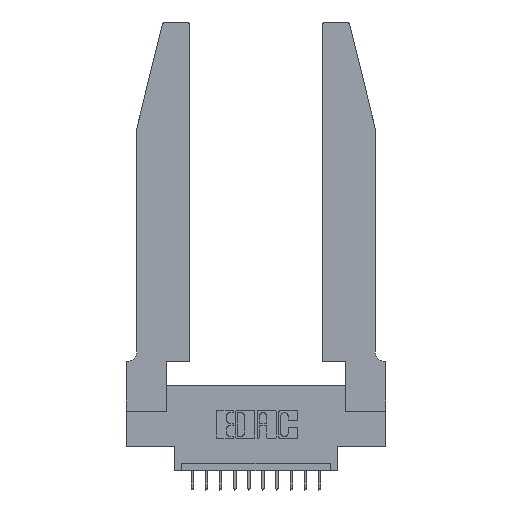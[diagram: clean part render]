
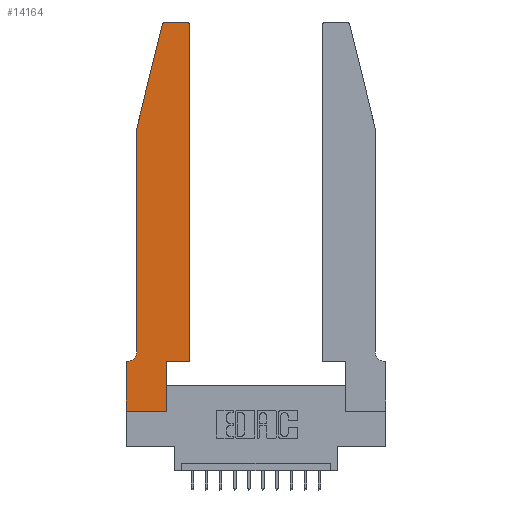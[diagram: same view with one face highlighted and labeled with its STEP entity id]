
A CAD part, top view. The second image highlights one B-rep face of the part: STEP entity #14164.
In plain terms, the highlighted planar face has unit normal (0, 0, 1).
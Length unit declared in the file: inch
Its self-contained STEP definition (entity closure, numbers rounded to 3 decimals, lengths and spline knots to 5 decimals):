
#116 = CARTESIAN_POINT ( 'NONE',  ( 0., 0., 0.37 ) ) ;
#120 = EDGE_CURVE ( 'NONE', #3707, #10368, #16347, .T. ) ;
#223 = DIRECTION ( 'NONE',  ( 0., 0., 1. ) ) ;
#232 = VERTEX_POINT ( 'NONE', #8724 ) ;
#297 = ORIENTED_EDGE ( 'NONE', *, *, #14009, .T. ) ;
#306 = CARTESIAN_POINT ( 'NONE',  ( 0., 0.35, 0.37 ) ) ;
#529 = CARTESIAN_POINT ( 'NONE',  ( 0.0755, 2., 0.37 ) ) ;
#544 = CARTESIAN_POINT ( 'NONE',  ( 0.4205, 2.72, 0.37 ) ) ;
#567 = CARTESIAN_POINT ( 'NONE',  ( 0.0055, 0.35, 0.37 ) ) ;
#776 = CARTESIAN_POINT ( 'NONE',  ( 0.4505, 0.35, 0.37 ) ) ;
#785 = VECTOR ( 'NONE', #15070, 39.37008 ) ;
#1130 = EDGE_CURVE ( 'NONE', #13027, #11484, #14346, .T. ) ;
#1243 = CARTESIAN_POINT ( 'NONE',  ( 0.0755, 2., 0.37 ) ) ;
#1343 = CARTESIAN_POINT ( 'NONE',  ( 0., 0., 0.37 ) ) ;
#1416 = AXIS2_PLACEMENT_3D ( 'NONE', #306, #223, #1666 ) ;
#1529 = ORIENTED_EDGE ( 'NONE', *, *, #8622, .T. ) ;
#1566 = DIRECTION ( 'NONE',  ( -1., 0., 0. ) ) ;
#1651 = DIRECTION ( 'NONE',  ( 0., 0., -1. ) ) ;
#1654 = EDGE_CURVE ( 'NONE', #232, #14597, #8087, .T. ) ;
#1666 = DIRECTION ( 'NONE',  ( 1., 0., 0. ) ) ;
#1771 = VECTOR ( 'NONE', #15075, 39.37008 ) ;
#1844 = CARTESIAN_POINT ( 'NONE',  ( 0., 0.35, 0.37 ) ) ;
#2243 = VECTOR ( 'NONE', #4162, 39.37008 ) ;
#2437 = AXIS2_PLACEMENT_3D ( 'NONE', #5834, #10998, #3273 ) ;
#2620 = DIRECTION ( 'NONE',  ( -0.239, -0.971, 0. ) ) ;
#2713 = CARTESIAN_POINT ( 'NONE',  ( 0.2605, 2.75, 0.37 ) ) ;
#2747 = EDGE_CURVE ( 'NONE', #12861, #2763, #5344, .T. ) ;
#2763 = VERTEX_POINT ( 'NONE', #9419 ) ;
#2823 = ORIENTED_EDGE ( 'NONE', *, *, #16337, .T. ) ;
#3273 = DIRECTION ( 'NONE',  ( 1., 0., 0. ) ) ;
#3290 = CARTESIAN_POINT ( 'NONE',  ( 0.284, 2.75, 0.37 ) ) ;
#3572 = ORIENTED_EDGE ( 'NONE', *, *, #11253, .T. ) ;
#3590 = DIRECTION ( 'NONE',  ( 0., -1., 0. ) ) ;
#3707 = VERTEX_POINT ( 'NONE', #1343 ) ;
#3714 = VECTOR ( 'NONE', #7925, 39.37008 ) ;
#3876 = VERTEX_POINT ( 'NONE', #9611 ) ;
#4162 = DIRECTION ( 'NONE',  ( 0., -1., 0. ) ) ;
#4406 = VECTOR ( 'NONE', #3590, 39.37008 ) ;
#4553 = EDGE_CURVE ( 'NONE', #11484, #8273, #10576, .T. ) ;
#4644 = ORIENTED_EDGE ( 'NONE', *, *, #12488, .T. ) ;
#4738 = CARTESIAN_POINT ( 'NONE',  ( 0., 0., 0.37 ) ) ;
#4842 = ORIENTED_EDGE ( 'NONE', *, *, #10914, .T. ) ;
#5070 = CARTESIAN_POINT ( 'NONE',  ( 0.2865, 0., 0.37 ) ) ;
#5328 = CARTESIAN_POINT ( 'NONE',  ( 0.2865, 0.35, 0.37 ) ) ;
#5344 = LINE ( 'NONE', #8830, #12976 ) ;
#5747 = ORIENTED_EDGE ( 'NONE', *, *, #1654, .T. ) ;
#5823 = VERTEX_POINT ( 'NONE', #529 ) ;
#5834 = CARTESIAN_POINT ( 'NONE',  ( 0.284, 2.72, 0.37 ) ) ;
#6114 = LINE ( 'NONE', #13990, #7628 ) ;
#6568 = ORIENTED_EDGE ( 'NONE', *, *, #7239, .T. ) ;
#6937 = VECTOR ( 'NONE', #15752, 39.37008 ) ;
#7085 = AXIS2_PLACEMENT_3D ( 'NONE', #544, #10767, #8329 ) ;
#7239 = EDGE_CURVE ( 'NONE', #2763, #3876, #12270, .T. ) ;
#7254 = ORIENTED_EDGE ( 'NONE', *, *, #120, .T. ) ;
#7488 = EDGE_LOOP ( 'NONE', ( #11094, #11991, #297, #4644, #5747, #4842, #1529, #7254, #2823, #9023, #6568, #3572 ) ) ;
#7628 = VECTOR ( 'NONE', #11276, 39.37008 ) ;
#7925 = DIRECTION ( 'NONE',  ( -1., 0., 0. ) ) ;
#7986 = LINE ( 'NONE', #116, #2243 ) ;
#8087 = CIRCLE ( 'NONE', #11312, 0.07 ) ;
#8273 = VERTEX_POINT ( 'NONE', #16117 ) ;
#8329 = DIRECTION ( 'NONE',  ( 1., 0., 0. ) ) ;
#8622 = EDGE_CURVE ( 'NONE', #15534, #3707, #7986, .T. ) ;
#8724 = CARTESIAN_POINT ( 'NONE',  ( 0.0755, 0.42, 0.37 ) ) ;
#8802 = CARTESIAN_POINT ( 'NONE',  ( 0.4205, 2.75, 0.37 ) ) ;
#8830 = CARTESIAN_POINT ( 'NONE',  ( 0.4505, 0.35, 0.37 ) ) ;
#9023 = ORIENTED_EDGE ( 'NONE', *, *, #2747, .T. ) ;
#9419 = CARTESIAN_POINT ( 'NONE',  ( 0.4505, 0.35, 0.37 ) ) ;
#9611 = CARTESIAN_POINT ( 'NONE',  ( 0.4505, 2.72, 0.37 ) ) ;
#10033 = LINE ( 'NONE', #15219, #4406 ) ;
#10368 = VERTEX_POINT ( 'NONE', #5070 ) ;
#10576 = CIRCLE ( 'NONE', #2437, 0.03 ) ;
#10767 = DIRECTION ( 'NONE',  ( 0., 0., 1. ) ) ;
#10829 = CARTESIAN_POINT ( 'NONE',  ( 0.2865, 0.35, 0.37 ) ) ;
#10914 = EDGE_CURVE ( 'NONE', #14597, #15534, #6114, .T. ) ;
#10998 = DIRECTION ( 'NONE',  ( 0., 0., 1. ) ) ;
#11094 = ORIENTED_EDGE ( 'NONE', *, *, #1130, .T. ) ;
#11253 = EDGE_CURVE ( 'NONE', #3876, #13027, #12807, .T. ) ;
#11276 = DIRECTION ( 'NONE',  ( -1., 0., 0. ) ) ;
#11312 = AXIS2_PLACEMENT_3D ( 'NONE', #13234, #1651, #1566 ) ;
#11484 = VERTEX_POINT ( 'NONE', #3290 ) ;
#11620 = LINE ( 'NONE', #1243, #12534 ) ;
#11958 = PLANE ( 'NONE',  #1416 ) ;
#11991 = ORIENTED_EDGE ( 'NONE', *, *, #4553, .T. ) ;
#12270 = LINE ( 'NONE', #776, #785 ) ;
#12488 = EDGE_CURVE ( 'NONE', #5823, #232, #10033, .T. ) ;
#12534 = VECTOR ( 'NONE', #2620, 39.37008 ) ;
#12807 = CIRCLE ( 'NONE', #7085, 0.03 ) ;
#12861 = VERTEX_POINT ( 'NONE', #10829 ) ;
#12976 = VECTOR ( 'NONE', #14242, 39.37008 ) ;
#13027 = VERTEX_POINT ( 'NONE', #8802 ) ;
#13234 = CARTESIAN_POINT ( 'NONE',  ( 0.0055, 0.42, 0.37 ) ) ;
#13405 = FACE_OUTER_BOUND ( 'NONE', #7488, .T. ) ;
#13990 = CARTESIAN_POINT ( 'NONE',  ( 0.0755, 0.35, 0.37 ) ) ;
#14009 = EDGE_CURVE ( 'NONE', #8273, #5823, #11620, .T. ) ;
#14164 = ADVANCED_FACE ( 'NONE', ( #13405 ), #11958, .T. ) ;
#14222 = LINE ( 'NONE', #5328, #6937 ) ;
#14242 = DIRECTION ( 'NONE',  ( 1., 0., 0. ) ) ;
#14346 = LINE ( 'NONE', #2713, #3714 ) ;
#14597 = VERTEX_POINT ( 'NONE', #567 ) ;
#15070 = DIRECTION ( 'NONE',  ( 0., 1., 0. ) ) ;
#15075 = DIRECTION ( 'NONE',  ( 1., 0., 0. ) ) ;
#15219 = CARTESIAN_POINT ( 'NONE',  ( 0.0755, 2., 0.37 ) ) ;
#15534 = VERTEX_POINT ( 'NONE', #1844 ) ;
#15752 = DIRECTION ( 'NONE',  ( 0., 1., 0. ) ) ;
#16117 = CARTESIAN_POINT ( 'NONE',  ( 0.25487, 2.72718, 0.37 ) ) ;
#16337 = EDGE_CURVE ( 'NONE', #10368, #12861, #14222, .T. ) ;
#16347 = LINE ( 'NONE', #4738, #1771 ) ;
